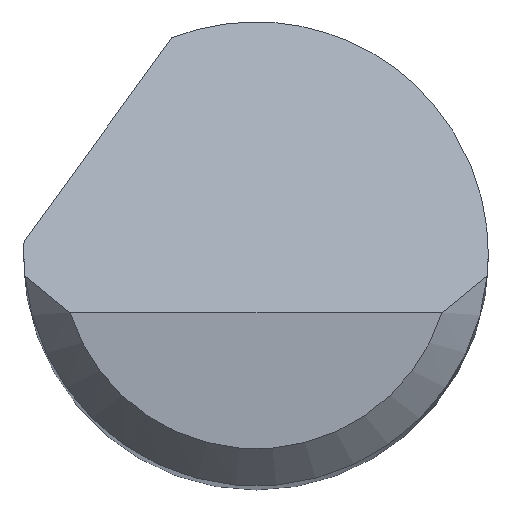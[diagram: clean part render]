
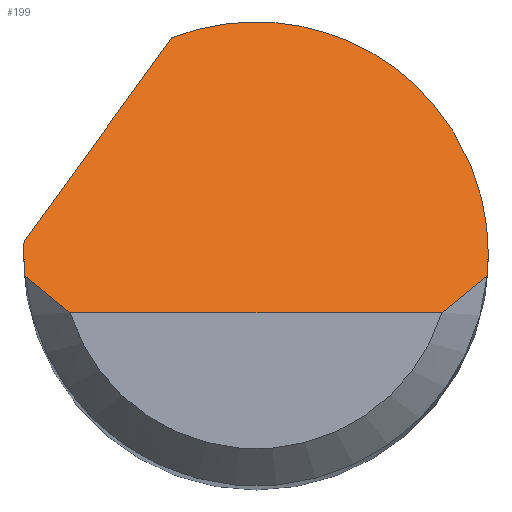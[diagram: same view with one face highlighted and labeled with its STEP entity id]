
A CAD part, top view. The second image highlights one B-rep face of the part: STEP entity #199.
In plain terms, the highlighted planar face has unit normal (0, 0.707, 0.707).
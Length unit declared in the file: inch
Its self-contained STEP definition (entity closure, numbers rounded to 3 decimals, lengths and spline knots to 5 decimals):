
#2 = VERTEX_POINT ( 'NONE', #279 ) ;
#3 = CARTESIAN_POINT ( 'NONE',  ( -0.09361, -0.00584, 1.48209 ) ) ;
#9 = CARTESIAN_POINT ( 'NONE',  ( 0.07508, -0.02375, 1.5 ) ) ;
#21 = CARTESIAN_POINT ( 'NONE',  ( 0.08761, -0.01397, 1.49022 ) ) ;
#24 = B_SPLINE_CURVE_WITH_KNOTS ( 'NONE', 3,
 ( #656, #248, #21, #181 ),
 .UNSPECIFIED., .F., .F.,
 ( 4, 4 ),
 ( 0., 0.00071 ),
 .UNSPECIFIED. ) ;
#25 = VERTEX_POINT ( 'NONE', #173 ) ;
#29 = ORIENTED_EDGE ( 'NONE', *, *, #624, .T. ) ;
#32 = EDGE_LOOP ( 'NONE', ( #29, #139, #180, #456, #210, #128, #338, #247 ) ) ;
#50 = CARTESIAN_POINT ( 'NONE',  ( 0.09375, 0., 1.47625 ) ) ;
#65 =( BOUNDED_CURVE ( )  B_SPLINE_CURVE ( 3, ( #633, #205, #100, #225 ),
 .UNSPECIFIED., .F., .F. ) 
 B_SPLINE_CURVE_WITH_KNOTS ( ( 4, 4 ),
 ( 5.91277, 7.85398 ),
 .UNSPECIFIED. ) 
 CURVE ( )  GEOMETRIC_REPRESENTATION_ITEM ( )  RATIONAL_B_SPLINE_CURVE ( ( 1., 0.71, 0.71, 1. ) ) 
 REPRESENTATION_ITEM ( '' )  );
#67 =( BOUNDED_CURVE ( )  B_SPLINE_CURVE ( 3, ( #469, #3, #165, #305 ),
 .UNSPECIFIED., .F., .F. ) 
 B_SPLINE_CURVE_WITH_KNOTS ( ( 4, 4 ),
 ( 4.61892, 4.71239 ),
 .UNSPECIFIED. ) 
 CURVE ( )  GEOMETRIC_REPRESENTATION_ITEM ( )  RATIONAL_B_SPLINE_CURVE ( ( 1., 0.999, 0.999, 1. ) ) 
 REPRESENTATION_ITEM ( '' )  );
#75 = CARTESIAN_POINT ( 'NONE',  ( 0.09375, 0., 1.47625 ) ) ;
#87 = VERTEX_POINT ( 'NONE', #437 ) ;
#91 = CARTESIAN_POINT ( 'NONE',  ( -0.09334, -0.00875, 1.485 ) ) ;
#100 = CARTESIAN_POINT ( 'NONE',  ( 0.09375, 0.07266, 1.40359 ) ) ;
#107 = PLANE ( 'NONE',  #610 ) ;
#112 = VECTOR ( 'NONE', #641, 39.37008 ) ;
#126 = CARTESIAN_POINT ( 'NONE',  ( -0.09375, 0., 1.47625 ) ) ;
#128 = ORIENTED_EDGE ( 'NONE', *, *, #554, .F. ) ;
#139 = ORIENTED_EDGE ( 'NONE', *, *, #525, .T. ) ;
#150 = LINE ( 'NONE', #306, #251 ) ;
#151 = EDGE_CURVE ( 'NONE', #2, #464, #65, .T. ) ;
#152 = CARTESIAN_POINT ( 'NONE',  ( -0.11014, -0.01781, 1.49406 ) ) ;
#157 = CARTESIAN_POINT ( 'NONE',  ( 0.09334, -0.00875, 1.485 ) ) ;
#159 = CARTESIAN_POINT ( 'NONE',  ( -0.09375, -0.02375, 1.5 ) ) ;
#162 = EDGE_CURVE ( 'NONE', #515, #2, #677, .T. ) ;
#165 = CARTESIAN_POINT ( 'NONE',  ( -0.09375, -0.00292, 1.47917 ) ) ;
#170 = EDGE_CURVE ( 'NONE', #87, #550, #67, .T. ) ;
#173 = CARTESIAN_POINT ( 'NONE',  ( -0.07508, -0.02375, 1.5 ) ) ;
#180 = ORIENTED_EDGE ( 'NONE', *, *, #582, .F. ) ;
#181 = CARTESIAN_POINT ( 'NONE',  ( 0.09334, -0.00875, 1.485 ) ) ;
#199 = ADVANCED_FACE ( 'NONE', ( #428 ), #107, .F. ) ;
#205 = CARTESIAN_POINT ( 'NONE',  ( 0.03379, 0.11369, 1.36256 ) ) ;
#210 = ORIENTED_EDGE ( 'NONE', *, *, #162, .F. ) ;
#225 = CARTESIAN_POINT ( 'NONE',  ( 0.09375, 0., 1.47625 ) ) ;
#238 = B_SPLINE_CURVE_WITH_KNOTS ( 'NONE', 3,
 ( #91, #489, #295, #616 ),
 .UNSPECIFIED., .F., .F.,
 ( 4, 4 ),
 ( 0., 0.00071 ),
 .UNSPECIFIED. ) ;
#240 = CARTESIAN_POINT ( 'NONE',  ( -0.09375, 0., 1.47625 ) ) ;
#241 =( BOUNDED_CURVE ( )  B_SPLINE_CURVE ( 3, ( #240, #545, #447, #285 ),
 .UNSPECIFIED., .F., .F. ) 
 B_SPLINE_CURVE_WITH_KNOTS ( ( 4, 4 ),
 ( 4.71239, 4.76575 ),
 .UNSPECIFIED. ) 
 CURVE ( )  GEOMETRIC_REPRESENTATION_ITEM ( )  RATIONAL_B_SPLINE_CURVE ( ( 1., 1., 1., 1. ) ) 
 REPRESENTATION_ITEM ( '' )  );
#247 = ORIENTED_EDGE ( 'NONE', *, *, #493, .T. ) ;
#248 = CARTESIAN_POINT ( 'NONE',  ( 0.08157, -0.019, 1.49525 ) ) ;
#251 = VECTOR ( 'NONE', #260, 39.37008 ) ;
#260 = DIRECTION ( 'NONE',  ( 1., 0., 0. ) ) ;
#279 = CARTESIAN_POINT ( 'NONE',  ( -0.03394, 0.08739, 1.38886 ) ) ;
#285 = CARTESIAN_POINT ( 'NONE',  ( -0.09362, 0.005, 1.47125 ) ) ;
#295 = CARTESIAN_POINT ( 'NONE',  ( -0.08157, -0.019, 1.49525 ) ) ;
#296 = VERTEX_POINT ( 'NONE', #322 ) ;
#303 = CARTESIAN_POINT ( 'NONE',  ( 0.09361, -0.00584, 1.48209 ) ) ;
#305 = CARTESIAN_POINT ( 'NONE',  ( -0.09375, 0., 1.47625 ) ) ;
#306 = CARTESIAN_POINT ( 'NONE',  ( 0., -0.02375, 1.5 ) ) ;
#315 = DIRECTION ( 'NONE',  ( 0., -0.707, -0.707 ) ) ;
#322 = CARTESIAN_POINT ( 'NONE',  ( 0.09334, -0.00875, 1.485 ) ) ;
#338 = ORIENTED_EDGE ( 'NONE', *, *, #170, .F. ) ;
#362 = VERTEX_POINT ( 'NONE', #9 ) ;
#428 = FACE_OUTER_BOUND ( 'NONE', #32, .T. ) ;
#437 = CARTESIAN_POINT ( 'NONE',  ( -0.09334, -0.00875, 1.485 ) ) ;
#447 = CARTESIAN_POINT ( 'NONE',  ( -0.09371, 0.00333, 1.47292 ) ) ;
#456 = ORIENTED_EDGE ( 'NONE', *, *, #151, .F. ) ;
#464 = VERTEX_POINT ( 'NONE', #75 ) ;
#469 = CARTESIAN_POINT ( 'NONE',  ( -0.09334, -0.00875, 1.485 ) ) ;
#489 = CARTESIAN_POINT ( 'NONE',  ( -0.08761, -0.01397, 1.49022 ) ) ;
#493 = EDGE_CURVE ( 'NONE', #87, #25, #238, .T. ) ;
#513 =( BOUNDED_CURVE ( )  B_SPLINE_CURVE ( 3, ( #50, #631, #303, #157 ),
 .UNSPECIFIED., .F., .T. ) 
 B_SPLINE_CURVE_WITH_KNOTS ( ( 4, 4 ),
 ( 1.5708, 1.66427 ),
 .UNSPECIFIED. ) 
 CURVE ( )  GEOMETRIC_REPRESENTATION_ITEM ( )  RATIONAL_B_SPLINE_CURVE ( ( 1., 0.999, 0.999, 1. ) ) 
 REPRESENTATION_ITEM ( '' )  );
#515 = VERTEX_POINT ( 'NONE', #607 ) ;
#524 = DIRECTION ( 'NONE',  ( 0., 0.707, -0.707 ) ) ;
#525 = EDGE_CURVE ( 'NONE', #362, #296, #24, .T. ) ;
#545 = CARTESIAN_POINT ( 'NONE',  ( -0.09375, 0.00167, 1.47458 ) ) ;
#550 = VERTEX_POINT ( 'NONE', #126 ) ;
#554 = EDGE_CURVE ( 'NONE', #550, #515, #241, .T. ) ;
#582 = EDGE_CURVE ( 'NONE', #464, #296, #513, .T. ) ;
#607 = CARTESIAN_POINT ( 'NONE',  ( -0.09362, 0.005, 1.47125 ) ) ;
#610 = AXIS2_PLACEMENT_3D ( 'NONE', #159, #315, #524 ) ;
#616 = CARTESIAN_POINT ( 'NONE',  ( -0.07508, -0.02375, 1.5 ) ) ;
#624 = EDGE_CURVE ( 'NONE', #25, #362, #150, .T. ) ;
#631 = CARTESIAN_POINT ( 'NONE',  ( 0.09375, -0.00292, 1.47917 ) ) ;
#633 = CARTESIAN_POINT ( 'NONE',  ( -0.03394, 0.08739, 1.38886 ) ) ;
#641 = DIRECTION ( 'NONE',  ( 0.456, 0.629, -0.629 ) ) ;
#656 = CARTESIAN_POINT ( 'NONE',  ( 0.07508, -0.02375, 1.5 ) ) ;
#677 = LINE ( 'NONE', #152, #112 ) ;
